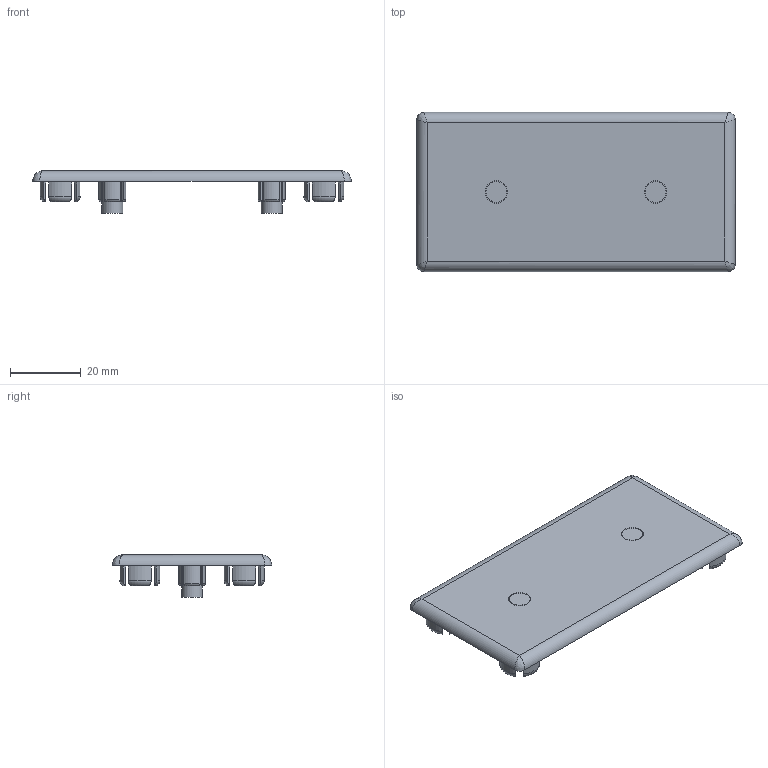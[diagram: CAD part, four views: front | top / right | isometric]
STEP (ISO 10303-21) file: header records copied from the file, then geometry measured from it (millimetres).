
FILE_DESCRIPTION(/* description */ (''),/* implementation_level */ '2;1');
FILE_NAME(/* name */ '60-020-0 with locking tab Pressed in.step',/* time_stamp */ '2020-08-24T13:32:22-04:00',/* author */ (''),/* organization */ (''),/* preprocessor_version */ 'ST-DEVELOPER v18.1',/* originating_system */ 'Autodesk Translation Framework v9.3.0.1241',/* authorisation */ '');
FILE_SCHEMA (('AUTOMOTIVE_DESIGN { 1 0 10303 214 3 1 1 }'));
Length unit declared in the file: millimetre
Products named in the file (1): 60-020-0
Bounding box: 90 x 45 x 12 mm (x, y, z)
Volume: 9154.9 mm3; surface area: 11135.9 mm2
Topology: 1 solids, 1 shells, 155 faces, 360 edges, 236 vertices
Faces by surface type: cylinder 64, plane 63, torus 24, bspline 4
Full cylindrical faces by diameter (mm): 5.88 x2, 5.882 x1, 5.885 x1, 6.325 x2, 10 x2
Entity records: 4826 total; most frequent: CARTESIAN_POINT 1232, DIRECTION 744, ORIENTED_EDGE 712, EDGE_CURVE 356, AXIS2_PLACEMENT_3D 284, VERTEX_POINT 236, EDGE_LOOP 188, LINE 176
